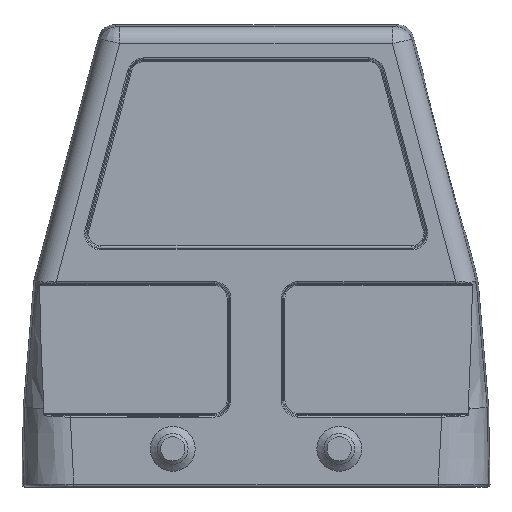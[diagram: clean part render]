
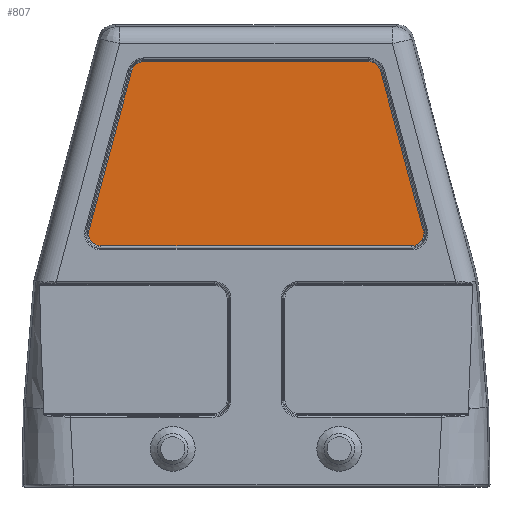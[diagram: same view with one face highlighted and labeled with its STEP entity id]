
A CAD part, front view. The second image highlights one B-rep face of the part: STEP entity #807.
In plain terms, the highlighted planar face has unit normal (0, -1, -0.006).
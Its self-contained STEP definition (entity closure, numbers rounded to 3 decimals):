
#398=PLANE('',#6119);
#807=ADVANCED_FACE('',(#1310),#398,.F.);
#1310=FACE_OUTER_BOUND('',#1660,.T.);
#1660=EDGE_LOOP('',(#3492,#3493,#3494,#3495,#3496,#3497,#3498,#3499));
#2138=LINE('',#12530,#2441);
#2139=LINE('',#12547,#2442);
#2140=LINE('',#12569,#2443);
#2141=LINE('',#12591,#2444);
#2441=VECTOR('',#7158,1.);
#2442=VECTOR('',#7159,1.);
#2443=VECTOR('',#7160,1.);
#2444=VECTOR('',#7161,1.);
#3492=ORIENTED_EDGE('',*,*,#5307,.F.);
#3493=ORIENTED_EDGE('',*,*,#5308,.F.);
#3494=ORIENTED_EDGE('',*,*,#5309,.F.);
#3495=ORIENTED_EDGE('',*,*,#5310,.F.);
#3496=ORIENTED_EDGE('',*,*,#5311,.F.);
#3497=ORIENTED_EDGE('',*,*,#5312,.F.);
#3498=ORIENTED_EDGE('',*,*,#5313,.F.);
#3499=ORIENTED_EDGE('',*,*,#5314,.F.);
#4599=VERTEX_POINT('',#12531);
#4600=VERTEX_POINT('',#12532);
#4601=VERTEX_POINT('',#12546);
#4602=VERTEX_POINT('',#12548);
#4603=VERTEX_POINT('',#12568);
#4604=VERTEX_POINT('',#12570);
#4605=VERTEX_POINT('',#12590);
#4606=VERTEX_POINT('',#12592);
#5307=EDGE_CURVE('',#4599,#4600,#2138,.T.);
#5308=EDGE_CURVE('',#4601,#4599,#5754,.T.);
#5309=EDGE_CURVE('',#4602,#4601,#2139,.T.);
#5310=EDGE_CURVE('',#4603,#4602,#5755,.T.);
#5311=EDGE_CURVE('',#4604,#4603,#2140,.T.);
#5312=EDGE_CURVE('',#4605,#4604,#5756,.T.);
#5313=EDGE_CURVE('',#4606,#4605,#2141,.T.);
#5314=EDGE_CURVE('',#4600,#4606,#5757,.T.);
#5754=B_SPLINE_CURVE_WITH_KNOTS('',3,(#12533,#12534,#12535,#12536,#12537,
#12538,#12539,#12540,#12541,#12542,#12543,#12544,#12545),.UNSPECIFIED.,
 .F.,.F.,(4,3,3,3,4),(0.,0.226,0.488,0.744,
1.),.UNSPECIFIED.);
#5755=B_SPLINE_CURVE_WITH_KNOTS('',3,(#12549,#12550,#12551,#12552,#12553,
#12554,#12555,#12556,#12557,#12558,#12559,#12560,#12561,#12562,#12563,#12564,
#12565,#12566,#12567),.UNSPECIFIED.,.F.,.F.,(4,3,3,3,3,3,4),(0.,0.078,
0.263,0.443,0.631,0.815,
1.),.UNSPECIFIED.);
#5756=B_SPLINE_CURVE_WITH_KNOTS('',3,(#12571,#12572,#12573,#12574,#12575,
#12576,#12577,#12578,#12579,#12580,#12581,#12582,#12583,#12584,#12585,#12586,
#12587,#12588,#12589),.UNSPECIFIED.,.F.,.F.,(4,3,3,3,3,3,4),(0.,0.185,
0.369,0.557,0.737,0.922,
1.),.UNSPECIFIED.);
#5757=B_SPLINE_CURVE_WITH_KNOTS('',3,(#12593,#12594,#12595,#12596,#12597,
#12598,#12599,#12600,#12601,#12602,#12603,#12604,#12605),.UNSPECIFIED.,
 .F.,.F.,(4,3,3,3,4),(0.,0.256,0.512,0.774,
1.),.UNSPECIFIED.);
#6119=AXIS2_PLACEMENT_3D('',#12606,#7162,#7163);
#7158=DIRECTION('',(1.,0.,0.));
#7159=DIRECTION('',(0.259,-0.006,0.966));
#7160=DIRECTION('',(-1.,0.,0.));
#7161=DIRECTION('',(0.259,0.006,-0.966));
#7162=DIRECTION('',(0.,1.,0.006));
#7163=DIRECTION('',(0.,0.006,-1.));
#12530=CARTESIAN_POINT('',(-76.018,-20.246,66.479));
#12531=CARTESIAN_POINT('',(-17.542,-20.246,66.479));
#12532=CARTESIAN_POINT('',(17.585,-20.246,66.479));
#12533=CARTESIAN_POINT('',(-19.402,-20.237,65.052));
#12534=CARTESIAN_POINT('',(-19.353,-20.239,65.235));
#12535=CARTESIAN_POINT('',(-19.275,-20.24,65.412));
#12536=CARTESIAN_POINT('',(-19.174,-20.241,65.573));
#12537=CARTESIAN_POINT('',(-19.057,-20.242,65.758));
#12538=CARTESIAN_POINT('',(-18.906,-20.243,65.924));
#12539=CARTESIAN_POINT('',(-18.734,-20.244,66.06));
#12540=CARTESIAN_POINT('',(-18.567,-20.245,66.193));
#12541=CARTESIAN_POINT('',(-18.375,-20.245,66.299));
#12542=CARTESIAN_POINT('',(-18.174,-20.246,66.37));
#12543=CARTESIAN_POINT('',(-17.972,-20.246,66.442));
#12544=CARTESIAN_POINT('',(-17.756,-20.246,66.479));
#12545=CARTESIAN_POINT('',(-17.542,-20.246,66.479));
#12546=CARTESIAN_POINT('',(-19.402,-20.237,65.052));
#12547=CARTESIAN_POINT('',(-30.004,-19.989,25.508));
#12548=CARTESIAN_POINT('',(-26.078,-20.081,40.151));
#12549=CARTESIAN_POINT('',(-24.217,-20.066,37.726));
#12550=CARTESIAN_POINT('',(-24.309,-20.066,37.726));
#12551=CARTESIAN_POINT('',(-24.401,-20.066,37.733));
#12552=CARTESIAN_POINT('',(-24.492,-20.066,37.746));
#12553=CARTESIAN_POINT('',(-24.707,-20.066,37.778));
#12554=CARTESIAN_POINT('',(-24.918,-20.066,37.848));
#12555=CARTESIAN_POINT('',(-25.111,-20.067,37.948));
#12556=CARTESIAN_POINT('',(-25.298,-20.068,38.046));
#12557=CARTESIAN_POINT('',(-25.471,-20.068,38.176));
#12558=CARTESIAN_POINT('',(-25.617,-20.069,38.328));
#12559=CARTESIAN_POINT('',(-25.768,-20.07,38.488));
#12560=CARTESIAN_POINT('',(-25.893,-20.072,38.677));
#12561=CARTESIAN_POINT('',(-25.98,-20.073,38.878));
#12562=CARTESIAN_POINT('',(-26.066,-20.074,39.076));
#12563=CARTESIAN_POINT('',(-26.119,-20.075,39.291));
#12564=CARTESIAN_POINT('',(-26.136,-20.077,39.506));
#12565=CARTESIAN_POINT('',(-26.153,-20.078,39.721));
#12566=CARTESIAN_POINT('',(-26.134,-20.08,39.942));
#12567=CARTESIAN_POINT('',(-26.078,-20.081,40.151));
#12568=CARTESIAN_POINT('',(-24.217,-20.066,37.726));
#12569=CARTESIAN_POINT('',(-76.018,-20.066,37.726));
#12570=CARTESIAN_POINT('',(24.26,-20.066,37.726));
#12571=CARTESIAN_POINT('',(26.121,-20.081,40.151));
#12572=CARTESIAN_POINT('',(26.177,-20.08,39.942));
#12573=CARTESIAN_POINT('',(26.196,-20.078,39.721));
#12574=CARTESIAN_POINT('',(26.179,-20.077,39.506));
#12575=CARTESIAN_POINT('',(26.162,-20.075,39.291));
#12576=CARTESIAN_POINT('',(26.109,-20.074,39.076));
#12577=CARTESIAN_POINT('',(26.023,-20.073,38.878));
#12578=CARTESIAN_POINT('',(25.936,-20.072,38.677));
#12579=CARTESIAN_POINT('',(25.811,-20.07,38.487));
#12580=CARTESIAN_POINT('',(25.659,-20.069,38.328));
#12581=CARTESIAN_POINT('',(25.514,-20.068,38.176));
#12582=CARTESIAN_POINT('',(25.34,-20.068,38.046));
#12583=CARTESIAN_POINT('',(25.153,-20.067,37.948));
#12584=CARTESIAN_POINT('',(24.961,-20.066,37.848));
#12585=CARTESIAN_POINT('',(24.749,-20.066,37.778));
#12586=CARTESIAN_POINT('',(24.535,-20.066,37.746));
#12587=CARTESIAN_POINT('',(24.444,-20.066,37.733));
#12588=CARTESIAN_POINT('',(24.352,-20.066,37.726));
#12589=CARTESIAN_POINT('',(24.26,-20.066,37.726));
#12590=CARTESIAN_POINT('',(26.121,-20.081,40.151));
#12591=CARTESIAN_POINT('',(19.849,-20.228,63.545));
#12592=CARTESIAN_POINT('',(19.445,-20.237,65.052));
#12593=CARTESIAN_POINT('',(17.585,-20.246,66.479));
#12594=CARTESIAN_POINT('',(17.798,-20.246,66.479));
#12595=CARTESIAN_POINT('',(18.015,-20.246,66.442));
#12596=CARTESIAN_POINT('',(18.217,-20.246,66.37));
#12597=CARTESIAN_POINT('',(18.418,-20.245,66.299));
#12598=CARTESIAN_POINT('',(18.61,-20.245,66.193));
#12599=CARTESIAN_POINT('',(18.777,-20.244,66.06));
#12600=CARTESIAN_POINT('',(18.949,-20.243,65.924));
#12601=CARTESIAN_POINT('',(19.1,-20.242,65.757));
#12602=CARTESIAN_POINT('',(19.217,-20.241,65.572));
#12603=CARTESIAN_POINT('',(19.318,-20.24,65.412));
#12604=CARTESIAN_POINT('',(19.396,-20.239,65.235));
#12605=CARTESIAN_POINT('',(19.445,-20.237,65.052));
#12606=CARTESIAN_POINT('',(-76.018,-20.066,37.844));
